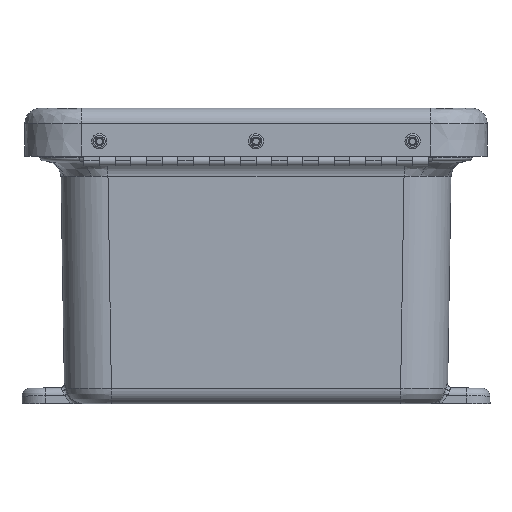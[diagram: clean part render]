
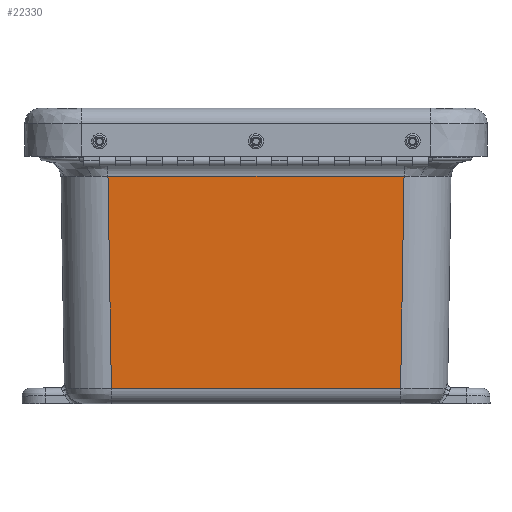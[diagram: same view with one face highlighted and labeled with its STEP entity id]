
A CAD part, left-side view. The second image highlights one B-rep face of the part: STEP entity #22330.
In plain terms, the highlighted planar face has unit normal (-1, 0, -0.016).
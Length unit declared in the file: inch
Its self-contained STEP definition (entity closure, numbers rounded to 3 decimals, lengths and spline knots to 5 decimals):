
#1991 = LINE ( 'NONE', #11559, #8498 ) ;
#2285 = EDGE_CURVE ( 'NONE', #44877, #33866, #31279, .T. ) ;
#3023 = DIRECTION ( 'NONE',  ( -0.016, 0.016, 1. ) ) ;
#6951 = ORIENTED_EDGE ( 'NONE', *, *, #8752, .T. ) ;
#7368 = EDGE_LOOP ( 'NONE', ( #6951, #29149, #46267, #14041 ) ) ;
#8498 = VECTOR ( 'NONE', #30567, 39.37008 ) ;
#8752 = EDGE_CURVE ( 'NONE', #44877, #44055, #1991, .T. ) ;
#10496 = EDGE_CURVE ( 'NONE', #44055, #43234, #44008, .T. ) ;
#10863 = CARTESIAN_POINT ( 'NONE',  ( -2.11665, 2.37589, -0.04983 ) ) ;
#11432 = EDGE_CURVE ( 'NONE', #33866, #43234, #24198, .T. ) ;
#11559 = CARTESIAN_POINT ( 'NONE',  ( -2.04909, -2.30834, -4.25402 ) ) ;
#14041 = ORIENTED_EDGE ( 'NONE', *, *, #2285, .F. ) ;
#18199 = DIRECTION ( 'NONE',  ( 0.016, 0., -1. ) ) ;
#21743 = DIRECTION ( 'NONE',  ( 0., 1., 0. ) ) ;
#21764 = CARTESIAN_POINT ( 'NONE',  ( -2.10346, 2.36271, -0.87036 ) ) ;
#22330 = ADVANCED_FACE ( 'NONE', ( #37789 ), #33438, .T. ) ;
#24198 = LINE ( 'NONE', #10863, #47305 ) ;
#25356 = CARTESIAN_POINT ( 'NONE',  ( -2.04909, 0., -4.25402 ) ) ;
#25656 = CARTESIAN_POINT ( 'NONE',  ( -2.11742, 2.62235, -0.00196 ) ) ;
#29149 = ORIENTED_EDGE ( 'NONE', *, *, #10496, .T. ) ;
#29256 = DIRECTION ( 'NONE',  ( -1., 0., -0.016 ) ) ;
#30354 = VECTOR ( 'NONE', #33258, 39.37008 ) ;
#30567 = DIRECTION ( 'NONE',  ( -0.016, -0.016, 1. ) ) ;
#31279 = LINE ( 'NONE', #25356, #47922 ) ;
#32959 = CARTESIAN_POINT ( 'NONE',  ( -2.04909, 2.30834, -4.25402 ) ) ;
#33258 = DIRECTION ( 'NONE',  ( 0., 1., 0. ) ) ;
#33438 = PLANE ( 'NONE',  #48715 ) ;
#33866 = VERTEX_POINT ( 'NONE', #32959 ) ;
#37789 = FACE_OUTER_BOUND ( 'NONE', #7368, .T. ) ;
#40698 = CARTESIAN_POINT ( 'NONE',  ( -2.10346, 2.62235, -0.87036 ) ) ;
#43234 = VERTEX_POINT ( 'NONE', #21764 ) ;
#44008 = LINE ( 'NONE', #40698, #30354 ) ;
#44055 = VERTEX_POINT ( 'NONE', #44339 ) ;
#44339 = CARTESIAN_POINT ( 'NONE',  ( -2.10346, -2.36271, -0.87036 ) ) ;
#44877 = VERTEX_POINT ( 'NONE', #45682 ) ;
#45682 = CARTESIAN_POINT ( 'NONE',  ( -2.04909, -2.30834, -4.25402 ) ) ;
#46267 = ORIENTED_EDGE ( 'NONE', *, *, #11432, .F. ) ;
#47305 = VECTOR ( 'NONE', #3023, 39.37008 ) ;
#47922 = VECTOR ( 'NONE', #21743, 39.37008 ) ;
#48715 = AXIS2_PLACEMENT_3D ( 'NONE', #25656, #29256, #18199 ) ;
